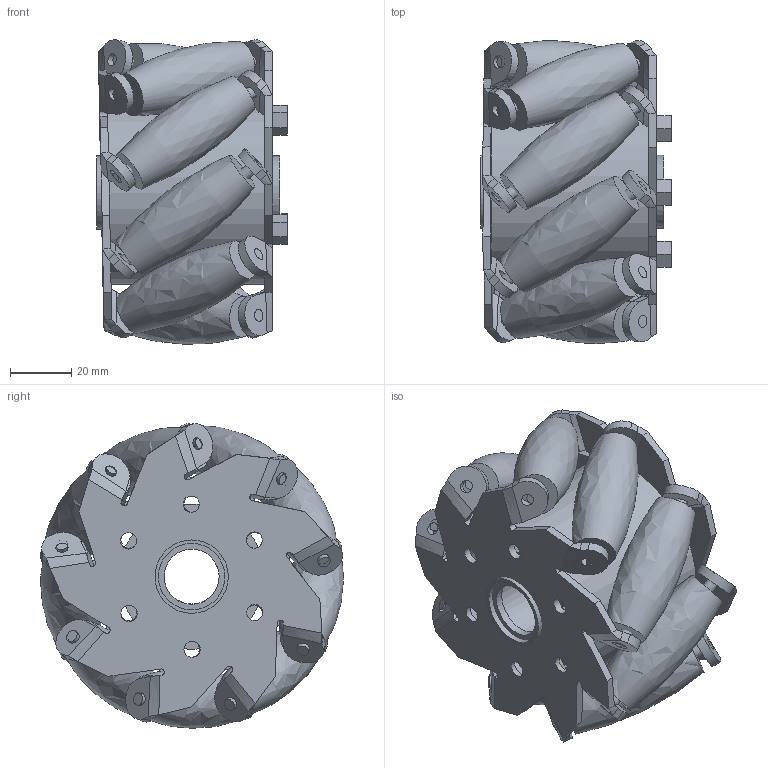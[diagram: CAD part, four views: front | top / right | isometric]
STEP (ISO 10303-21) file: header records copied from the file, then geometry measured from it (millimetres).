
FILE_DESCRIPTION(/* description */ (''),/* implementation_level */ '2;1');
FILE_NAME(/* name */ 'mechnum wheel v7.step',/* time_stamp */ '2024-10-24T11:30:44+05:30',/* author */ (''),/* organization */ (''),/* preprocessor_version */ 'ST-DEVELOPER v20',/* originating_system */ 'Autodesk Translation Framework v13.20.0.188',/* authorisation */ '');
FILE_SCHEMA (('AUTOMOTIVE_DESIGN { 1 0 10303 214 3 1 1 }'));
Length unit declared in the file: millimetre
Products named in the file (1): mechnum wheel
Bounding box: 62.5 x 99.24 x 99.72 mm (x, y, z)
Volume: 204186.1 mm3; surface area: 99262 mm2
Topology: 33 solids, 33 shells, 406 faces, 915 edges, 574 vertices
Faces by surface type: plane 216, cylinder 100, bspline 90
Full cylindrical faces by diameter (mm): 4 x18, 5.356 x15, 18 x2, 21.8 x2, 24 x3, 41.114 x1, 56.487 x1, 60.081 x1
Entity records: 12810 total; most frequent: CARTESIAN_POINT 3655, ORIENTED_EDGE 1830, DIRECTION 1794, EDGE_CURVE 915, LINE 642, VECTOR 642, AXIS2_PLACEMENT_3D 576, VERTEX_POINT 574
